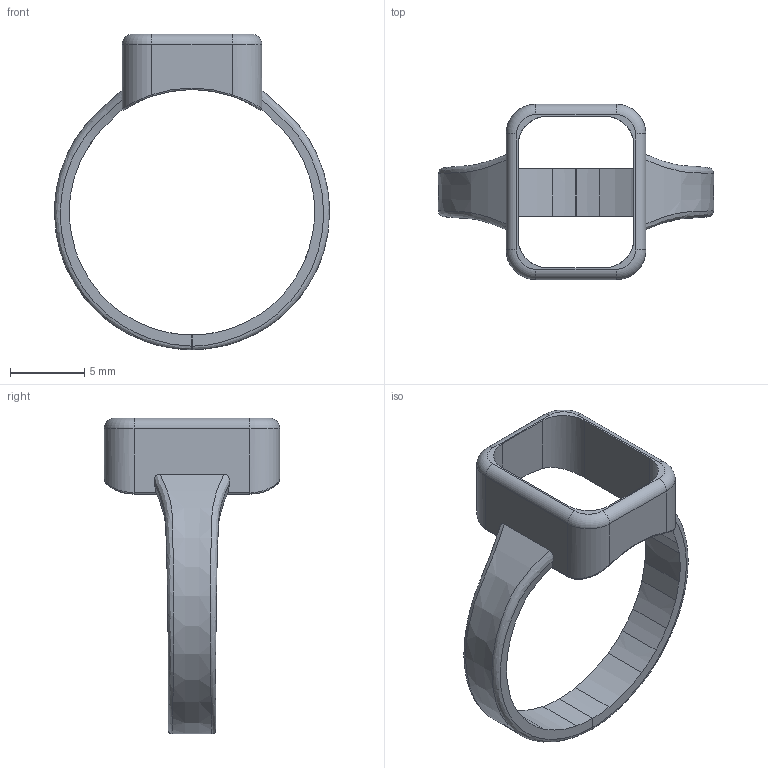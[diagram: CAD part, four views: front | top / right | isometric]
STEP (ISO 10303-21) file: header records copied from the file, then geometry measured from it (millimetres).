
FILE_DESCRIPTION(/* description */ (''),/* implementation_level */ '2;1');
FILE_NAME(/* name */ 'Ring Women''s Size 6 v7.step',/* time_stamp */ '2018-07-21T23:32:11-05:00',/* author */ (''),/* organization */ (''),/* preprocessor_version */ 'ST-DEVELOPER v17',/* originating_system */ 'Autodesk Translation Framework v7.1.0.215',/* authorisation */ '');
FILE_SCHEMA (('AUTOMOTIVE_DESIGN { 1 0 10303 214 3 1 1 }'));
Length unit declared in the file: millimetre
Products named in the file (1): Ring Women's Size 6
Bounding box: 18.51 x 11.8 x 21.23 mm (x, y, z)
Volume: 288.8 mm3; surface area: 777.8 mm2
Topology: 3 solids, 3 shells, 70 faces, 228 edges, 164 vertices
Faces by surface type: bspline 26, cylinder 25, plane 13, torus 6
Entity records: 5150 total; most frequent: CARTESIAN_POINT 3419, ORIENTED_EDGE 456, EDGE_CURVE 228, DIRECTION 200, VERTEX_POINT 164, B_SPLINE_CURVE_WITH_KNOTS 152, AXIS2_PLACEMENT_3D 79, EDGE_LOOP 72
